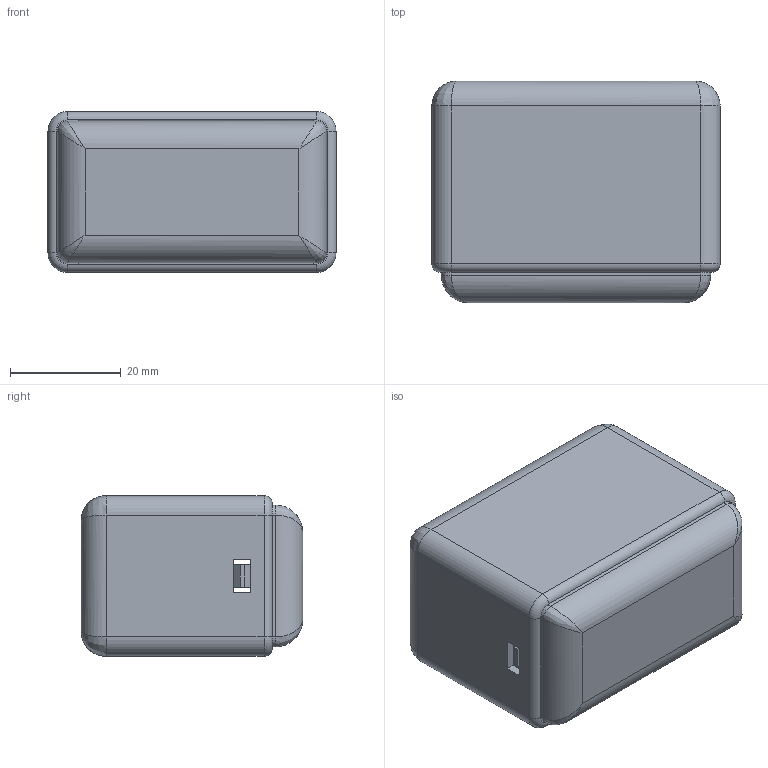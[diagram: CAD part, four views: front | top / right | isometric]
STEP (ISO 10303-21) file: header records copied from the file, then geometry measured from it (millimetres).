
FILE_DESCRIPTION(/* description */ (''),/* implementation_level */ '2;1');
FILE_NAME(/* name */ 'Hand-held night light v11 - 26x49.step',/* time_stamp */ '2020-04-16T22:48:52+08:00',/* author */ (''),/* organization */ (''),/* preprocessor_version */ 'ST-DEVELOPER v18',/* originating_system */ 'Autodesk Translation Framework v8.12.0.6',/* authorisation */ '');
FILE_SCHEMA (('AUTOMOTIVE_DESIGN { 1 0 10303 214 3 1 1 }'));
Length unit declared in the file: millimetre
Products named in the file (1): Hand-held night light
Bounding box: 52 x 40 x 29 mm (x, y, z)
Volume: 12740.6 mm3; surface area: 18333.5 mm2
Topology: 2 solids, 2 shells, 143 faces, 368 edges, 216 vertices
Faces by surface type: plane 81, cylinder 42, bspline 16, torus 4
Full cylindrical faces by diameter (mm): 1.5 x2
Entity records: 4659 total; most frequent: CARTESIAN_POINT 1240, ORIENTED_EDGE 704, DIRECTION 680, EDGE_CURVE 352, LINE 256, VECTOR 256, VERTEX_POINT 216, AXIS2_PLACEMENT_3D 212
